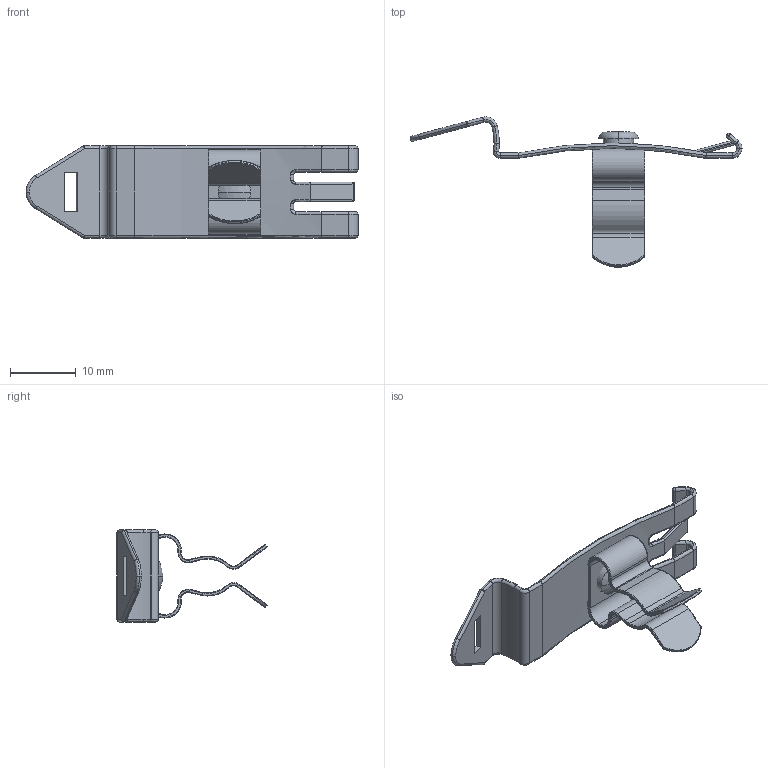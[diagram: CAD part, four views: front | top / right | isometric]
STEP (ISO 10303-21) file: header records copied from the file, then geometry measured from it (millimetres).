
FILE_DESCRIPTION (( 'STEP AP214' ), '1' );
FILE_NAME ('1030-003.STEP', '2024-03-22T08:40:15', ( '' ), ( '' ), 'SwSTEP 2.0', 'SolidWorks 2022', '' );
FILE_SCHEMA (( 'AUTOMOTIVE_DESIGN' ));
Length unit declared in the file: millimetre
Products named in the file (4): 1030-020; 3x1,5_2mm Blechstärke; 1010-003. (2); 1030-003
Assembly tree (3 placements, depth 2):
  1030-003
    1030-020
    3x1,5_2mm Blechstärke
    1010-003. (2)
Bounding box: 50.51 x 22.85 x 14 mm (x, y, z)
Volume: 830.4 mm3; surface area: 2536.6 mm2
Topology: 3 solids, 3 shells, 321 faces, 729 edges, 399 vertices
Faces by surface type: cylinder 131, bspline 78, torus 54, plane 41, sphere 17
Entity records: 11485 total; most frequent: CARTESIAN_POINT 4576, DIRECTION 1479, ORIENTED_EDGE 1412, EDGE_CURVE 706, AXIS2_PLACEMENT_3D 628, VERTEX_POINT 395, CIRCLE 379, EDGE_LOOP 331
